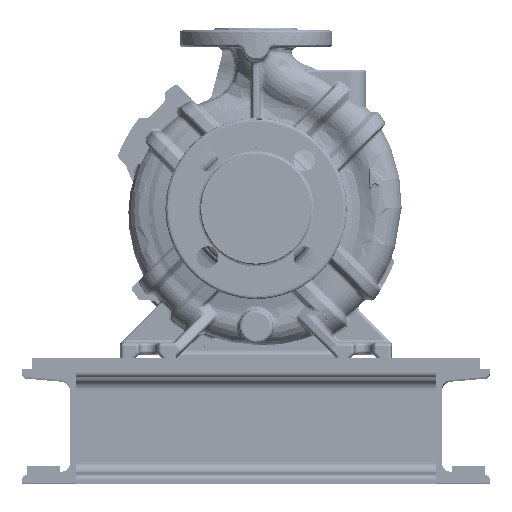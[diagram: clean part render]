
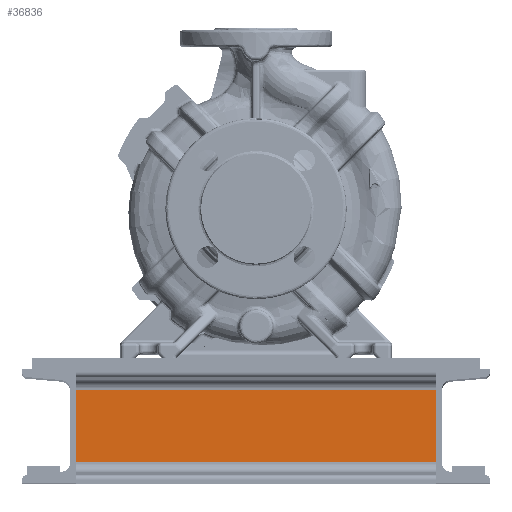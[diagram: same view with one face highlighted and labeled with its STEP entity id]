
A CAD part, top view. The second image highlights one B-rep face of the part: STEP entity #36836.
In plain terms, the highlighted face is planar.
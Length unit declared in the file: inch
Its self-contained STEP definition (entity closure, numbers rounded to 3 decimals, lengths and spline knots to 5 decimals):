
#11653 = VERTEX_POINT ( 'NONE', #340032 ) ;
#20103 = EDGE_CURVE ( 'NONE', #291814, #156889, #340161, .T. ) ;
#36836 = ADVANCED_FACE ( 'NONE', ( #274402 ), #246935, .F. ) ;
#42262 = CARTESIAN_POINT ( 'NONE',  ( 0.20866, 1.26264, -6.25 ) ) ;
#52270 = EDGE_CURVE ( 'NONE', #291814, #333945, #208648, .T. ) ;
#78456 = VECTOR ( 'NONE', #183566, 39.37008 ) ;
#89502 = CARTESIAN_POINT ( 'NONE',  ( 0.20866, 1.26264, -6.25 ) ) ;
#101781 = CARTESIAN_POINT ( 'NONE',  ( 0.20866, 1.26264, -6.25 ) ) ;
#133246 = CARTESIAN_POINT ( 'NONE',  ( 0.20866, 1.26264, 6.25 ) ) ;
#140379 = ORIENTED_EDGE ( 'NONE', *, *, #314381, .F. ) ;
#145892 = VECTOR ( 'NONE', #204601, 39.37008 ) ;
#153808 = DIRECTION ( 'NONE',  ( 0., -1., 0. ) ) ;
#156201 = LINE ( 'NONE', #322735, #78456 ) ;
#156889 = VERTEX_POINT ( 'NONE', #133246 ) ;
#159353 = VECTOR ( 'NONE', #358547, 39.37008 ) ;
#178154 = ORIENTED_EDGE ( 'NONE', *, *, #319235, .T. ) ;
#183566 = DIRECTION ( 'NONE',  ( 0., -1., 0. ) ) ;
#193644 = AXIS2_PLACEMENT_3D ( 'NONE', #323921, #239669, #243300 ) ;
#197091 = CARTESIAN_POINT ( 'NONE',  ( 0.20866, -1.26264, -6.25 ) ) ;
#204601 = DIRECTION ( 'NONE',  ( 0., 0., 1. ) ) ;
#208648 = LINE ( 'NONE', #42262, #319062 ) ;
#239669 = DIRECTION ( 'NONE',  ( -1., 0., 0. ) ) ;
#241394 = LINE ( 'NONE', #351257, #159353 ) ;
#243300 = DIRECTION ( 'NONE',  ( 0., 0., 1. ) ) ;
#246935 = PLANE ( 'NONE',  #193644 ) ;
#274402 = FACE_OUTER_BOUND ( 'NONE', #307246, .T. ) ;
#291540 = ORIENTED_EDGE ( 'NONE', *, *, #52270, .F. ) ;
#291814 = VERTEX_POINT ( 'NONE', #101781 ) ;
#307246 = EDGE_LOOP ( 'NONE', ( #311233, #178154, #140379, #291540 ) ) ;
#311233 = ORIENTED_EDGE ( 'NONE', *, *, #20103, .T. ) ;
#314381 = EDGE_CURVE ( 'NONE', #333945, #11653, #241394, .T. ) ;
#319062 = VECTOR ( 'NONE', #153808, 39.37008 ) ;
#319235 = EDGE_CURVE ( 'NONE', #156889, #11653, #156201, .T. ) ;
#322735 = CARTESIAN_POINT ( 'NONE',  ( 0.20866, 1.26264, 6.25 ) ) ;
#323921 = CARTESIAN_POINT ( 'NONE',  ( 0.20866, 1.26264, -6.25 ) ) ;
#333945 = VERTEX_POINT ( 'NONE', #197091 ) ;
#340032 = CARTESIAN_POINT ( 'NONE',  ( 0.20866, -1.26264, 6.25 ) ) ;
#340161 = LINE ( 'NONE', #89502, #145892 ) ;
#351257 = CARTESIAN_POINT ( 'NONE',  ( 0.20866, -1.26264, -6.25 ) ) ;
#358547 = DIRECTION ( 'NONE',  ( 0., 0., 1. ) ) ;
